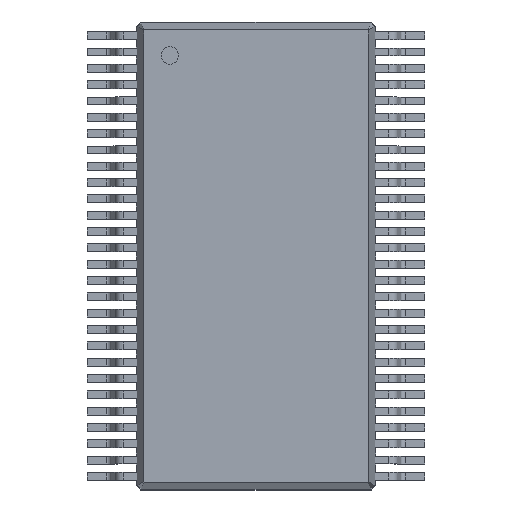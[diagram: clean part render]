
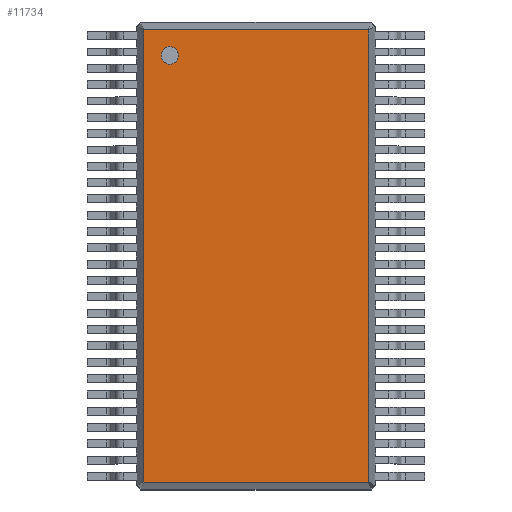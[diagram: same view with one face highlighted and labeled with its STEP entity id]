
A CAD part, top view. The second image highlights one B-rep face of the part: STEP entity #11734.
In plain terms, the highlighted planar face has unit normal (0, 0, 1).
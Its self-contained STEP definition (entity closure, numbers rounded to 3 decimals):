
#27=VECTOR('',#28,1.);
#28=DIRECTION('',(1.,0.,0.));
#51=VECTOR('',#52,1.);
#52=DIRECTION('',(0.707,-0.707,0.));
#58=VECTOR('',#59,1.);
#59=DIRECTION('',(0.,-1.,0.));
#65=VECTOR('',#66,1.);
#66=DIRECTION('',(-0.707,-0.707,0.));
#72=VECTOR('',#73,1.);
#73=DIRECTION('',(-1.,0.,0.));
#79=VECTOR('',#80,1.);
#80=DIRECTION('',(-0.707,0.707,0.));
#86=VECTOR('',#87,1.);
#87=DIRECTION('',(0.,1.,0.));
#91=VECTOR('',#92,1.);
#92=DIRECTION('',(0.707,0.707,0.));
#3014=DIRECTION('',(0.,0.,-1.));
#3241=VERTEX_POINT('',#3242);
#3242=CARTESIAN_POINT('',(-5.161,10.38,3.1));
#3245=EDGE_CURVE('',#3246,#3241,#3248,.T.);
#3246=VERTEX_POINT('',#3247);
#3247=CARTESIAN_POINT('',(-5.161,-10.38,3.1));
#3248=LINE('',#3247,#86);
#3259=VERTEX_POINT('',#3260);
#3260=CARTESIAN_POINT('',(-5.13,10.411,3.1));
#3263=EDGE_CURVE('',#3241,#3259,#3264,.T.);
#3264=LINE('',#3242,#91);
#3273=VERTEX_POINT('',#3274);
#3274=CARTESIAN_POINT('',(5.13,10.411,3.1));
#3277=EDGE_CURVE('',#3259,#3273,#3278,.T.);
#3278=LINE('',#3260,#27);
#3287=VERTEX_POINT('',#3288);
#3288=CARTESIAN_POINT('',(5.161,10.38,3.1));
#3291=EDGE_CURVE('',#3273,#3287,#3292,.T.);
#3292=LINE('',#3274,#51);
#3525=VERTEX_POINT('',#3526);
#3526=CARTESIAN_POINT('',(5.161,-10.38,3.1));
#3529=EDGE_CURVE('',#3287,#3525,#3530,.T.);
#3530=LINE('',#3288,#58);
#11734=ADVANCED_FACE('',(#11735,#11755),#11765,.F.);
#11735=FACE_BOUND('',#11736,.F.);
#11736=EDGE_LOOP('',(#11737,#11738,#11739,#11740,#11745,#11750,#11753,#11754));
#11737=ORIENTED_EDGE('',*,*,#3277,.T.);
#11738=ORIENTED_EDGE('',*,*,#3291,.T.);
#11739=ORIENTED_EDGE('',*,*,#3529,.T.);
#11740=ORIENTED_EDGE('',*,*,#11741,.T.);
#11741=EDGE_CURVE('',#3525,#11742,#11744,.T.);
#11742=VERTEX_POINT('',#11743);
#11743=CARTESIAN_POINT('',(5.13,-10.411,3.1));
#11744=LINE('',#3526,#65);
#11745=ORIENTED_EDGE('',*,*,#11746,.T.);
#11746=EDGE_CURVE('',#11742,#11747,#11749,.T.);
#11747=VERTEX_POINT('',#11748);
#11748=CARTESIAN_POINT('',(-5.13,-10.411,3.1));
#11749=LINE('',#11743,#72);
#11750=ORIENTED_EDGE('',*,*,#11751,.T.);
#11751=EDGE_CURVE('',#11747,#3246,#11752,.T.);
#11752=LINE('',#11748,#79);
#11753=ORIENTED_EDGE('',*,*,#3245,.T.);
#11754=ORIENTED_EDGE('',*,*,#3263,.T.);
#11755=FACE_BOUND('',#11756,.F.);
#11756=EDGE_LOOP('',(#11757));
#11757=ORIENTED_EDGE('',*,*,#11758,.F.);
#11758=EDGE_CURVE('',#11759,#11759,#11761,.T.);
#11759=VERTEX_POINT('',#11760);
#11760=CARTESIAN_POINT('',(-3.961,8.811,3.1));
#11761=CIRCLE('',#11762,0.4);
#11762=AXIS2_PLACEMENT_3D('',#11763,#11764,#59);
#11763=CARTESIAN_POINT('',(-3.961,9.211,3.1));
#11764=DIRECTION('',(0.,-0.,-1.));
#11765=PLANE('',#11766);
#11766=AXIS2_PLACEMENT_3D('',#3260,#3014,#11767);
#11767=DIRECTION('',(0.442,-0.897,0.));
